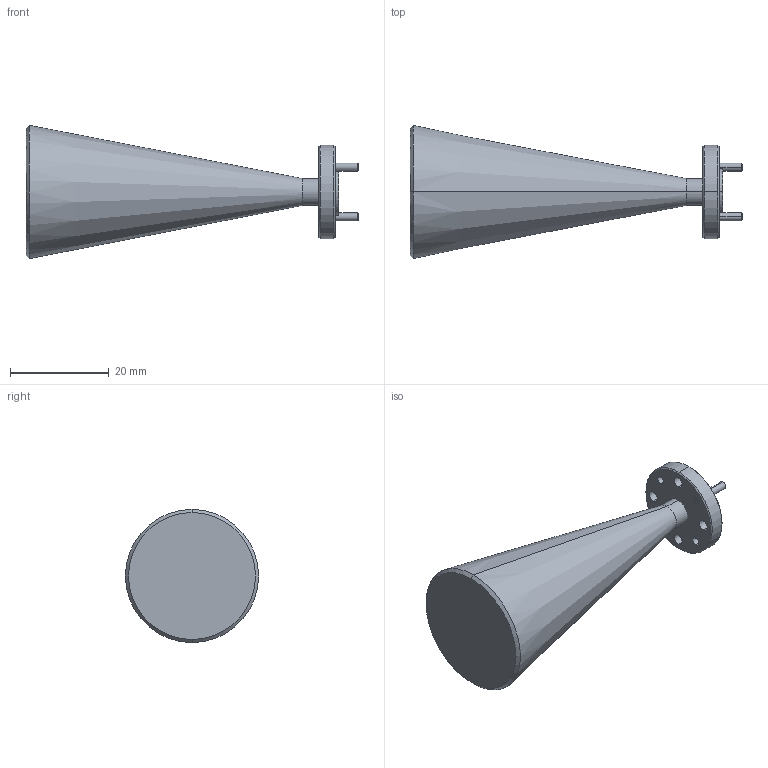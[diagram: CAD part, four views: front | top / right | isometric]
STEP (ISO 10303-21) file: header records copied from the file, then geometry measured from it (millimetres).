
FILE_DESCRIPTION (( 'STEP AP203' ), '1' );
FILE_NAME ('SAC-2507-10-S2.STEP', '2019-05-13T19:08:05', ( '' ), ( '' ), 'SwSTEP 2.0', 'SolidWorks 2016', '' );
FILE_SCHEMA (( 'CONFIG_CONTROL_DESIGN' ));
Length unit declared in the file: inch
Products named in the file (1): SAC-2507-10-S2
Bounding box: 67.37 x 27.03 x 27.03 mm (x, y, z)
Volume: 14546.9 mm3; surface area: 4493.2 mm2
Topology: 3 solids, 3 shells, 75 faces, 162 edges, 100 vertices
Faces by surface type: cylinder 34, cone 24, plane 17
Entity records: 2163 total; most frequent: DIRECTION 406, CARTESIAN_POINT 338, ORIENTED_EDGE 324, AXIS2_PLACEMENT_3D 168, EDGE_CURVE 162, VERTEX_POINT 100, EDGE_LOOP 98, CIRCLE 92
